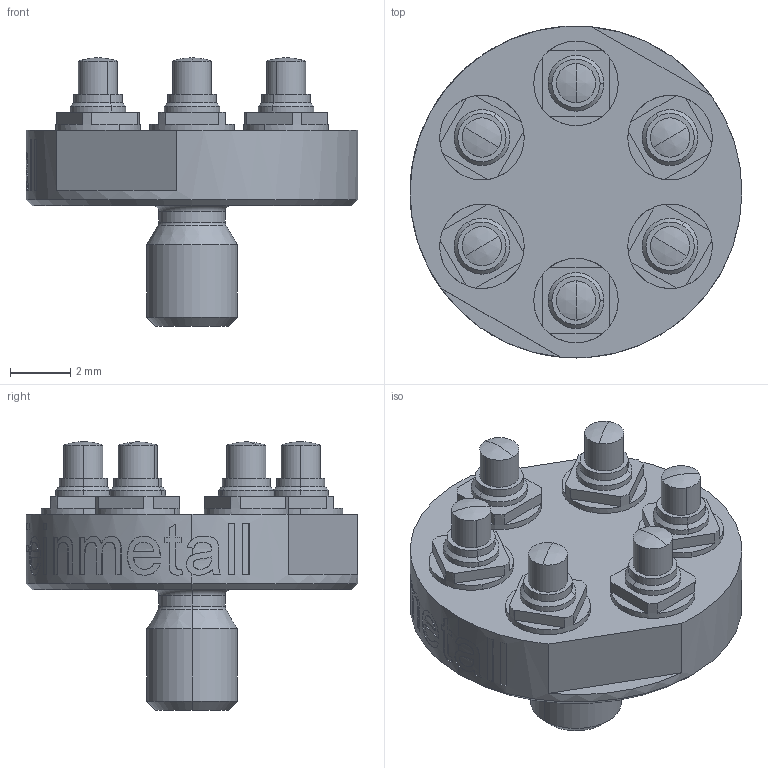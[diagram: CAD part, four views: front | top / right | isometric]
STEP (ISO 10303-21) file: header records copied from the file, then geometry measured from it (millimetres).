
FILE_DESCRIPTION (( 'STEP AP203' ), '1' );
FILE_NAME ('MOD-1860C001.step', '2015-07-09T11:00:17', ( 'firstrun' ), ( 'Hewlett-Packard Company' ), 'SwSTEP 2.0', 'SolidWorks 2012', '' );
FILE_SCHEMA (( 'CONFIG_CONTROL_DESIGN' ));
Length unit declared in the file: millimetre
Products named in the file (1): MOD-1860C001
Bounding box: 11 x 11 x 8.9 mm (x, y, z)
Volume: 287.9 mm3; surface area: 414.9 mm2
Topology: 1 solids, 1 shells, 341 faces, 843 edges, 548 vertices
Faces by surface type: plane 140, cylinder 93, bspline 62, cone 30, sphere 12, torus 4
Entity records: 15080 total; most frequent: CARTESIAN_POINT 7193, ORIENTED_EDGE 1686, DIRECTION 1514, EDGE_CURVE 843, AXIS2_PLACEMENT_3D 594, VERTEX_POINT 548, EDGE_LOOP 385, ADVANCED_FACE 341
